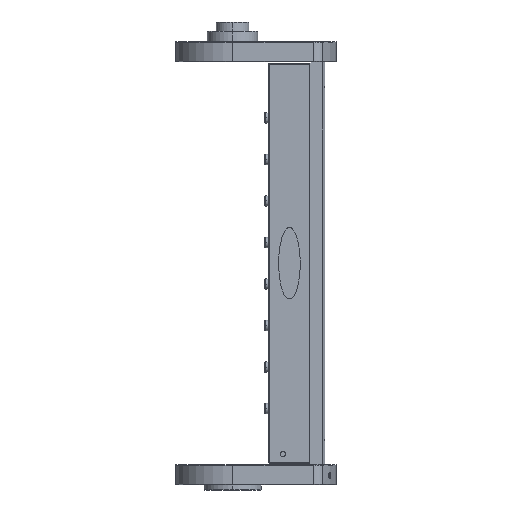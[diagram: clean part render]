
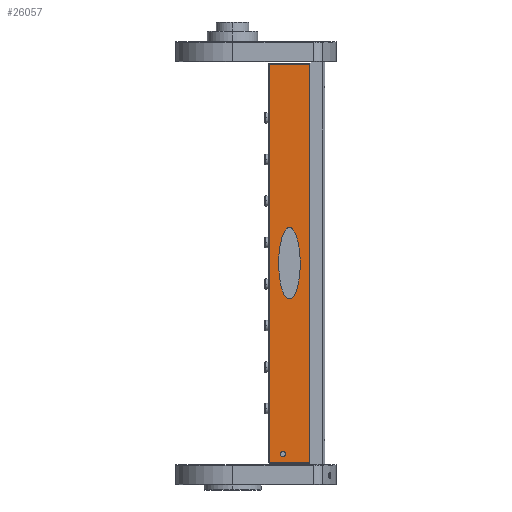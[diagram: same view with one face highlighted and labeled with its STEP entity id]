
A CAD part, left-side view. The second image highlights one B-rep face of the part: STEP entity #26057.
In plain terms, the highlighted face is planar.
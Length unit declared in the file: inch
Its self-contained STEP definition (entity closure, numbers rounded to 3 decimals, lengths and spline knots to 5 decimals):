
#153 = CARTESIAN_POINT ( 'NONE',  ( -9.595, 0.02, -2.25 ) ) ;
#477 = CARTESIAN_POINT ( 'NONE',  ( -9.595, 0.02, -2.25 ) ) ;
#527 = DIRECTION ( 'NONE',  ( 0., 0., 1. ) ) ;
#1312 = ORIENTED_EDGE ( 'NONE', *, *, #24683, .F. ) ;
#1418 = VECTOR ( 'NONE', #24486, 39.37008 ) ;
#1479 = CARTESIAN_POINT ( 'NONE',  ( 1.72, 0.985, -2.25 ) ) ;
#1609 = ORIENTED_EDGE ( 'NONE', *, *, #22976, .T. ) ;
#1638 = CARTESIAN_POINT ( 'NONE',  ( 1.72, 0.985, -2.25 ) ) ;
#1984 = CARTESIAN_POINT ( 'NONE',  ( 9.0625, 1.3, -2.25 ) ) ;
#2328 = EDGE_CURVE ( 'NONE', #2864, #4552, #27103, .T. ) ;
#2864 = VERTEX_POINT ( 'NONE', #26542 ) ;
#3671 = EDGE_LOOP ( 'NONE', ( #1312, #11590 ) ) ;
#4448 = VERTEX_POINT ( 'NONE', #11587 ) ;
#4469 = CARTESIAN_POINT ( 'NONE',  ( 1.72, -0.055, -2.25 ) ) ;
#4552 = VERTEX_POINT ( 'NONE', #477 ) ;
#4635 = CARTESIAN_POINT ( 'NONE',  ( 1.72, 0.985, -2.25 ) ) ;
#4897 = CARTESIAN_POINT ( 'NONE',  ( -1.72, 2.025, -2.25 ) ) ;
#5618 = EDGE_CURVE ( 'NONE', #4448, #30632, #9466, .T. ) ;
#5691 = AXIS2_PLACEMENT_3D ( 'NONE', #21566, #27890, #36953 ) ;
#5951 = CIRCLE ( 'NONE', #20688, 0.125 ) ;
#6885 =( BOUNDED_CURVE ( )  B_SPLINE_CURVE ( 3, ( #19388, #30894, #4469, #1638 ),
 .UNSPECIFIED., .F., .F. ) 
 B_SPLINE_CURVE_WITH_KNOTS ( ( 4, 4 ),
 ( 3.14159, 6.28319 ),
 .UNSPECIFIED. ) 
 CURVE ( )  GEOMETRIC_REPRESENTATION_ITEM ( )  RATIONAL_B_SPLINE_CURVE ( ( 1., 0.333, 0.333, 1. ) ) 
 REPRESENTATION_ITEM ( '' )  );
#7090 = VERTEX_POINT ( 'NONE', #1984 ) ;
#7918 = CARTESIAN_POINT ( 'NONE',  ( 9.595, 1.95, -2.25 ) ) ;
#8027 = LINE ( 'NONE', #32871, #19943 ) ;
#8061 = CARTESIAN_POINT ( 'NONE',  ( -1.72, 0.985, -2.25 ) ) ;
#9093 = VERTEX_POINT ( 'NONE', #1479 ) ;
#9269 = VECTOR ( 'NONE', #20755, 39.37008 ) ;
#9466 = LINE ( 'NONE', #28669, #21029 ) ;
#9817 = ORIENTED_EDGE ( 'NONE', *, *, #9935, .T. ) ;
#9935 = EDGE_CURVE ( 'NONE', #28206, #9093, #6885, .T. ) ;
#10244 = CARTESIAN_POINT ( 'NONE',  ( 9.595, 1.97, -2.25 ) ) ;
#10455 = PLANE ( 'NONE',  #18980 ) ;
#10622 = CIRCLE ( 'NONE', #5691, 0.125 ) ;
#11587 = CARTESIAN_POINT ( 'NONE',  ( -9.595, 1.95, -2.25 ) ) ;
#11590 = ORIENTED_EDGE ( 'NONE', *, *, #23398, .F. ) ;
#14373 = FACE_BOUND ( 'NONE', #15405, .T. ) ;
#15405 = EDGE_LOOP ( 'NONE', ( #24915, #9817 ) ) ;
#15527 = EDGE_LOOP ( 'NONE', ( #1609, #35595, #24004, #24005 ) ) ;
#16737 = CARTESIAN_POINT ( 'NONE',  ( 9.3125, 1.3, -2.25 ) ) ;
#17521 = CARTESIAN_POINT ( 'NONE',  ( 9.1875, 1.3, -2.25 ) ) ;
#18980 = AXIS2_PLACEMENT_3D ( 'NONE', #35603, #527, #21452 ) ;
#19388 = CARTESIAN_POINT ( 'NONE',  ( -1.72, 0.985, -2.25 ) ) ;
#19943 = VECTOR ( 'NONE', #35811, 39.37008 ) ;
#20534 =( BOUNDED_CURVE ( )  B_SPLINE_CURVE ( 3, ( #4635, #27297, #4897, #8061 ),
 .UNSPECIFIED., .F., .F. ) 
 B_SPLINE_CURVE_WITH_KNOTS ( ( 4, 4 ),
 ( 0., 3.14159 ),
 .UNSPECIFIED. ) 
 CURVE ( )  GEOMETRIC_REPRESENTATION_ITEM ( )  RATIONAL_B_SPLINE_CURVE ( ( 1., 0.333, 0.333, 1. ) ) 
 REPRESENTATION_ITEM ( '' )  );
#20688 = AXIS2_PLACEMENT_3D ( 'NONE', #17521, #23608, #30249 ) ;
#20755 = DIRECTION ( 'NONE',  ( 0., -1., 0. ) ) ;
#21029 = VECTOR ( 'NONE', #25461, 39.37008 ) ;
#21424 = VERTEX_POINT ( 'NONE', #16737 ) ;
#21452 = DIRECTION ( 'NONE',  ( 1., 0., 0. ) ) ;
#21566 = CARTESIAN_POINT ( 'NONE',  ( 9.1875, 1.3, -2.25 ) ) ;
#22126 = LINE ( 'NONE', #10244, #9269 ) ;
#22976 = EDGE_CURVE ( 'NONE', #30632, #2864, #22126, .T. ) ;
#23398 = EDGE_CURVE ( 'NONE', #21424, #7090, #10622, .T. ) ;
#23608 = DIRECTION ( 'NONE',  ( 0., 0., -1. ) ) ;
#24004 = ORIENTED_EDGE ( 'NONE', *, *, #24785, .T. ) ;
#24005 = ORIENTED_EDGE ( 'NONE', *, *, #5618, .T. ) ;
#24486 = DIRECTION ( 'NONE',  ( -1., 0., 0. ) ) ;
#24683 = EDGE_CURVE ( 'NONE', #7090, #21424, #5951, .T. ) ;
#24785 = EDGE_CURVE ( 'NONE', #4552, #4448, #8027, .T. ) ;
#24915 = ORIENTED_EDGE ( 'NONE', *, *, #25287, .T. ) ;
#25287 = EDGE_CURVE ( 'NONE', #9093, #28206, #20534, .T. ) ;
#25461 = DIRECTION ( 'NONE',  ( 1., 0., 0. ) ) ;
#26057 = ADVANCED_FACE ( 'NONE', ( #14373, #27161, #27091 ), #10455, .F. ) ;
#26542 = CARTESIAN_POINT ( 'NONE',  ( 9.595, 0.02, -2.25 ) ) ;
#27091 = FACE_OUTER_BOUND ( 'NONE', #15527, .T. ) ;
#27103 = LINE ( 'NONE', #153, #1418 ) ;
#27161 = FACE_BOUND ( 'NONE', #3671, .T. ) ;
#27297 = CARTESIAN_POINT ( 'NONE',  ( 1.72, 2.025, -2.25 ) ) ;
#27890 = DIRECTION ( 'NONE',  ( 0., 0., -1. ) ) ;
#28206 = VERTEX_POINT ( 'NONE', #31010 ) ;
#28669 = CARTESIAN_POINT ( 'NONE',  ( -9.625, 1.95, -2.25 ) ) ;
#30249 = DIRECTION ( 'NONE',  ( -1., 0., 0. ) ) ;
#30632 = VERTEX_POINT ( 'NONE', #7918 ) ;
#30894 = CARTESIAN_POINT ( 'NONE',  ( -1.72, -0.055, -2.25 ) ) ;
#31010 = CARTESIAN_POINT ( 'NONE',  ( -1.72, 0.985, -2.25 ) ) ;
#32871 = CARTESIAN_POINT ( 'NONE',  ( -9.595, 1.97, -2.25 ) ) ;
#35595 = ORIENTED_EDGE ( 'NONE', *, *, #2328, .T. ) ;
#35603 = CARTESIAN_POINT ( 'NONE',  ( -9.625, 1.97, -2.25 ) ) ;
#35811 = DIRECTION ( 'NONE',  ( 0., 1., 0. ) ) ;
#36953 = DIRECTION ( 'NONE',  ( -1., 0., 0. ) ) ;
